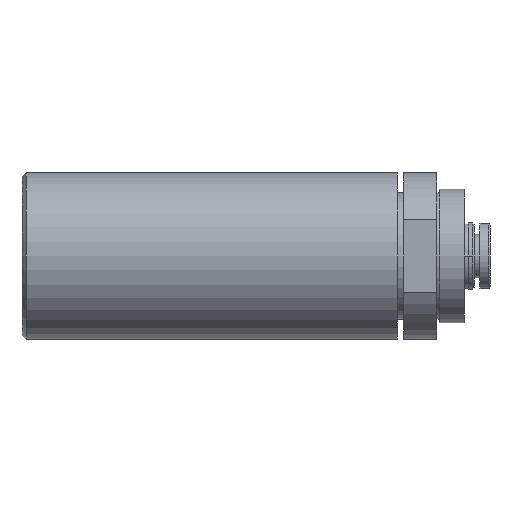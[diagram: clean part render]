
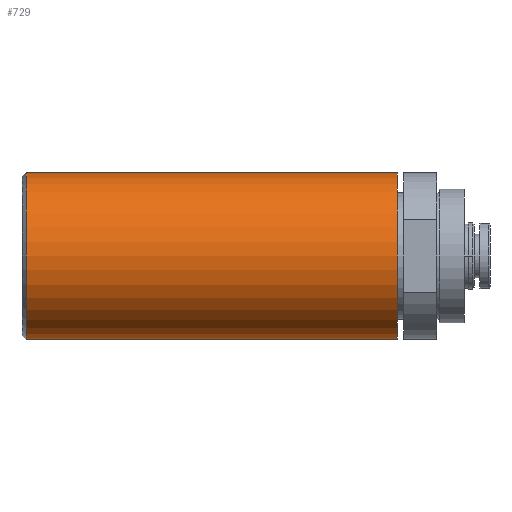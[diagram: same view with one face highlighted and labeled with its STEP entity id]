
A CAD part, front view. The second image highlights one B-rep face of the part: STEP entity #729.
In plain terms, the highlighted cylindrical face has radius 10 mm (diameter 20 mm), a partial arc.
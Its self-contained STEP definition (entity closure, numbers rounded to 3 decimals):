
#145=FACE_OUTER_BOUND('',#234,.F.);
#234=EDGE_LOOP('',(#343,#344,#345,#346));
#343=ORIENTED_EDGE('',*,*,#1534,.F.);
#344=ORIENTED_EDGE('',*,*,#1521,.T.);
#345=ORIENTED_EDGE('',*,*,#1535,.T.);
#346=ORIENTED_EDGE('',*,*,#1519,.T.);
#729=ADVANCED_FACE('',(#145),#818,.T.);
#818=CYLINDRICAL_SURFACE('',#1949,10.);
#1239=LINE('',#2676,#1315);
#1240=LINE('',#2677,#1316);
#1315=VECTOR('',#2092,44.5);
#1316=VECTOR('',#2093,44.5);
#1389=CIRCLE('',#1855,10.);
#1391=CIRCLE('',#1857,10.);
#1519=EDGE_CURVE('',#1802,#1803,#1389,.T.);
#1521=EDGE_CURVE('',#1801,#1800,#1391,.T.);
#1534=EDGE_CURVE('',#1801,#1803,#1239,.T.);
#1535=EDGE_CURVE('',#1800,#1802,#1240,.T.);
#1800=VERTEX_POINT('',#2599);
#1801=VERTEX_POINT('',#2600);
#1802=VERTEX_POINT('',#2601);
#1803=VERTEX_POINT('',#2602);
#1855=AXIS2_PLACEMENT_3D('',#2661,#2062,#2063);
#1857=AXIS2_PLACEMENT_3D('',#2663,#2066,#2067);
#1949=AXIS2_PLACEMENT_3D('',#2981,#2318,#2319);
#2062=DIRECTION('',(-1.,0.,0.));
#2063=DIRECTION('',(0.,0.,-1.));
#2066=DIRECTION('',(1.,0.,0.));
#2067=DIRECTION('',(0.,0.,1.));
#2092=DIRECTION('',(-1.,0.,0.));
#2093=DIRECTION('',(-1.,0.,0.));
#2318=DIRECTION('',(1.,0.,0.));
#2319=DIRECTION('',(0.,0.,1.));
#2599=CARTESIAN_POINT('',(45.,0.,-10.));
#2600=CARTESIAN_POINT('',(45.,0.,10.));
#2601=CARTESIAN_POINT('',(0.5,0.,-10.));
#2602=CARTESIAN_POINT('',(0.5,0.,10.));
#2661=CARTESIAN_POINT('',(0.5,0.,0.));
#2663=CARTESIAN_POINT('',(45.,0.,0.));
#2676=CARTESIAN_POINT('',(45.,0.,10.));
#2677=CARTESIAN_POINT('',(45.,0.,-10.));
#2981=CARTESIAN_POINT('',(45.,0.,0.));
